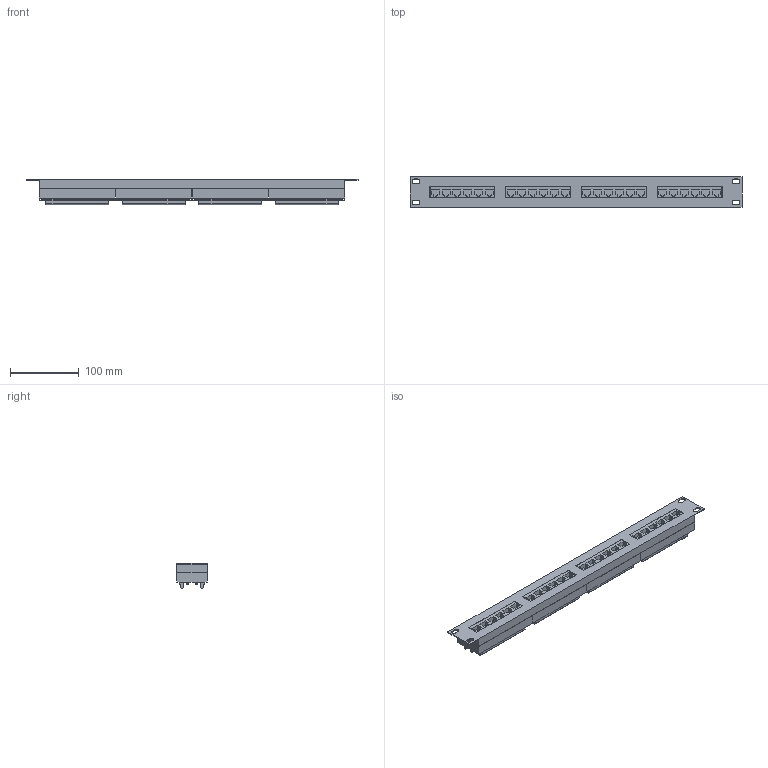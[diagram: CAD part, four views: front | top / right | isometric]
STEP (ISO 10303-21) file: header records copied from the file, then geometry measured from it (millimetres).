
FILE_DESCRIPTION (( 'STEP AP203' ), '1' );
FILE_NAME ('PP24-1UC6U-D05 ITK 1U ïàò÷-ïàíåëü êàò.6 UTP, 24 ïîðòà (Dual).STEP', '2016-09-07T07:30:11', ( '' ), ( '' ), 'SwSTEP 2.0', 'SolidWorks 2014', '' );
FILE_SCHEMA (( 'CONFIG_CONTROL_DESIGN' ));
Length unit declared in the file: millimetre
Products named in the file (2): PP24-1UC6U-D05 ITK 1U ïàò÷-ïàíåëü êàò.6 UTP, 24 ïîðòà (Dual)
Bounding box: 482 x 44 x 37.5 mm (x, y, z)
Volume: 552473.5 mm3; surface area: 99332.8 mm2
Topology: 1 solids, 1 shells, 650 faces, 1860 edges, 1240 vertices
Faces by surface type: plane 638, cylinder 12
Entity records: 21023 total; most frequent: CARTESIAN_POINT 3752, ORIENTED_EDGE 3720, DIRECTION 3188, EDGE_CURVE 1860, VECTOR 1836, LINE 1836, VERTEX_POINT 1240, EDGE_LOOP 718
